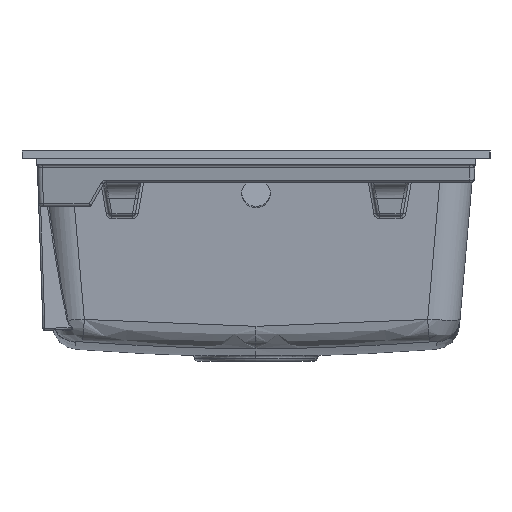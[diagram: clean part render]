
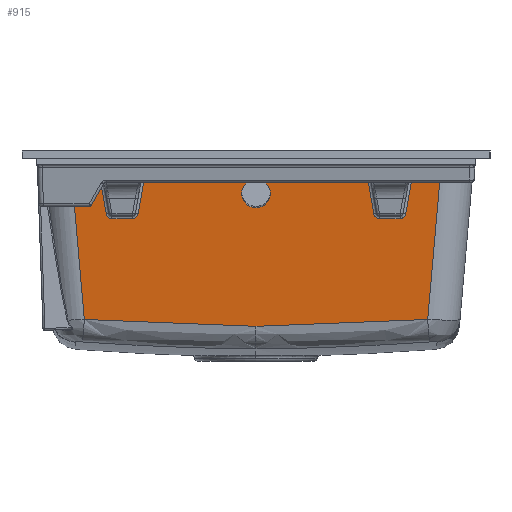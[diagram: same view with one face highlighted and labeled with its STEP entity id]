
A CAD part, left-side view. The second image highlights one B-rep face of the part: STEP entity #915.
In plain terms, the highlighted planar face has unit normal (-0.996, 0, -0.087).
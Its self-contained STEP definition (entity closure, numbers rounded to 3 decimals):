
#391=FACE_BOUND('',#2331,.T.);
#392=FACE_BOUND('',#2332,.T.);
#457=PLANE('',#10060);
#613=ELLIPSE('',#10056,6.023,6.);
#614=ELLIPSE('',#10057,6.023,6.);
#615=ELLIPSE('',#10058,6.023,6.);
#616=ELLIPSE('',#10059,6.023,6.);
#915=ADVANCED_FACE('',(#391,#392),#457,.T.);
#2331=EDGE_LOOP('',(#5176));
#2332=EDGE_LOOP('',(#5177,#5178,#5179,#5180,#5181,#5182,#5183,#5184,#5185,
#5186,#5187,#5188,#5189,#5190,#5191,#5192,#5193,#5194,#5195));
#2928=LINE('',#17543,#3341);
#2930=LINE('',#18382,#3343);
#2931=LINE('',#18384,#3344);
#2932=LINE('',#18388,#3345);
#2933=LINE('',#18392,#3346);
#2934=LINE('',#18399,#3347);
#2935=LINE('',#18409,#3348);
#2936=LINE('',#18411,#3349);
#2937=LINE('',#18418,#3350);
#2938=LINE('',#18422,#3351);
#3341=VECTOR('',#11651,1.);
#3343=VECTOR('',#11665,1.);
#3344=VECTOR('',#11666,1.);
#3345=VECTOR('',#11669,1.);
#3346=VECTOR('',#11672,1.);
#3347=VECTOR('',#11673,1.);
#3348=VECTOR('',#11674,1.);
#3349=VECTOR('',#11675,1.);
#3350=VECTOR('',#11676,1.);
#3351=VECTOR('',#11679,1.);
#3740=B_SPLINE_CURVE_WITH_KNOTS('',3,(#16942,#16943,#16944,#16945),
 .UNSPECIFIED.,.F.,.F.,(4,4),(0.,1.),.UNSPECIFIED.);
#3785=B_SPLINE_CURVE_WITH_KNOTS('',3,(#18314,#18315,#18316,#18317,#18318,
#18319,#18320,#18321),.UNSPECIFIED.,.F.,.F.,(4,2,2,4),(0.,0.5,0.75,1.),
 .UNSPECIFIED.);
#3787=B_SPLINE_CURVE_WITH_KNOTS('',3,(#18394,#18395,#18396,#18397),
 .UNSPECIFIED.,.F.,.F.,(4,4),(0.,1.),.UNSPECIFIED.);
#3788=B_SPLINE_CURVE_WITH_KNOTS('',3,(#18400,#18401,#18402,#18403,#18404,
#18405,#18406,#18407),.UNSPECIFIED.,.F.,.F.,(4,2,2,4),(0.,0.25,0.5,1.),
 .UNSPECIFIED.);
#3789=B_SPLINE_CURVE_WITH_KNOTS('',3,(#18413,#18414,#18415,#18416),
 .UNSPECIFIED.,.F.,.F.,(4,4),(0.,1.),.UNSPECIFIED.);
#5176=ORIENTED_EDGE('',*,*,#8410,.F.);
#5177=ORIENTED_EDGE('',*,*,#8411,.T.);
#5178=ORIENTED_EDGE('',*,*,#8324,.T.);
#5179=ORIENTED_EDGE('',*,*,#8412,.T.);
#5180=ORIENTED_EDGE('',*,*,#8413,.T.);
#5181=ORIENTED_EDGE('',*,*,#8414,.T.);
#5182=ORIENTED_EDGE('',*,*,#8415,.T.);
#5183=ORIENTED_EDGE('',*,*,#8416,.T.);
#5184=ORIENTED_EDGE('',*,*,#8417,.T.);
#5185=ORIENTED_EDGE('',*,*,#8418,.T.);
#5186=ORIENTED_EDGE('',*,*,#8395,.T.);
#5187=ORIENTED_EDGE('',*,*,#8407,.T.);
#5188=ORIENTED_EDGE('',*,*,#8419,.T.);
#5189=ORIENTED_EDGE('',*,*,#8420,.T.);
#5190=ORIENTED_EDGE('',*,*,#8421,.T.);
#5191=ORIENTED_EDGE('',*,*,#8422,.T.);
#5192=ORIENTED_EDGE('',*,*,#8423,.T.);
#5193=ORIENTED_EDGE('',*,*,#8424,.T.);
#5194=ORIENTED_EDGE('',*,*,#8425,.T.);
#5195=ORIENTED_EDGE('',*,*,#8426,.T.);
#7276=VERTEX_POINT('',#16941);
#7277=VERTEX_POINT('',#16946);
#7324=VERTEX_POINT('',#17437);
#7329=VERTEX_POINT('',#17482);
#7340=VERTEX_POINT('',#18313);
#7342=VERTEX_POINT('',#18381);
#7343=VERTEX_POINT('',#18383);
#7344=VERTEX_POINT('',#18385);
#7345=VERTEX_POINT('',#18387);
#7346=VERTEX_POINT('',#18389);
#7347=VERTEX_POINT('',#18391);
#7348=VERTEX_POINT('',#18393);
#7349=VERTEX_POINT('',#18398);
#7350=VERTEX_POINT('',#18408);
#7351=VERTEX_POINT('',#18410);
#7352=VERTEX_POINT('',#18412);
#7353=VERTEX_POINT('',#18417);
#7354=VERTEX_POINT('',#18419);
#7355=VERTEX_POINT('',#18421);
#7356=VERTEX_POINT('',#18423);
#8324=EDGE_CURVE('',#7277,#7276,#3740,.T.);
#8395=EDGE_CURVE('',#7324,#7329,#2928,.T.);
#8407=EDGE_CURVE('',#7329,#7340,#3785,.T.);
#8410=EDGE_CURVE('',#7342,#7342,#9348,.T.);
#8411=EDGE_CURVE('',#7343,#7277,#2930,.T.);
#8412=EDGE_CURVE('',#7276,#7344,#2931,.T.);
#8413=EDGE_CURVE('',#7344,#7345,#613,.T.);
#8414=EDGE_CURVE('',#7345,#7346,#2932,.T.);
#8415=EDGE_CURVE('',#7346,#7347,#614,.T.);
#8416=EDGE_CURVE('',#7347,#7348,#2933,.T.);
#8417=EDGE_CURVE('',#7348,#7349,#3787,.T.);
#8418=EDGE_CURVE('',#7349,#7324,#2934,.T.);
#8419=EDGE_CURVE('',#7340,#7350,#3788,.T.);
#8420=EDGE_CURVE('',#7350,#7351,#2935,.T.);
#8421=EDGE_CURVE('',#7351,#7352,#2936,.T.);
#8422=EDGE_CURVE('',#7352,#7353,#3789,.T.);
#8423=EDGE_CURVE('',#7353,#7354,#2937,.T.);
#8424=EDGE_CURVE('',#7354,#7355,#615,.T.);
#8425=EDGE_CURVE('',#7355,#7356,#2938,.T.);
#8426=EDGE_CURVE('',#7356,#7343,#616,.T.);
#9348=CIRCLE('',#10055,15.);
#10055=AXIS2_PLACEMENT_3D('',#18380,#11663,#11664);
#10056=AXIS2_PLACEMENT_3D('',#18386,#11667,#11668);
#10057=AXIS2_PLACEMENT_3D('',#18390,#11670,#11671);
#10058=AXIS2_PLACEMENT_3D('',#18420,#11677,#11678);
#10059=AXIS2_PLACEMENT_3D('',#18424,#11680,#11681);
#10060=AXIS2_PLACEMENT_3D('',#18425,#11682,#11683);
#11651=DIRECTION('',(0.087,-0.087,-0.992));
#11663=DIRECTION('',(-0.996,0.,-0.087));
#11664=DIRECTION('',(-0.087,0.,0.996));
#11665=DIRECTION('',(-0.086,0.173,0.981));
#11666=DIRECTION('',(0.086,0.173,-0.981));
#11667=DIRECTION('',(0.996,0.,0.087));
#11668=DIRECTION('',(0.087,0.,-0.996));
#11669=DIRECTION('',(0.,1.,0.));
#11670=DIRECTION('',(0.996,0.,0.087));
#11671=DIRECTION('',(-0.087,0.,0.996));
#11672=DIRECTION('',(-0.086,0.173,0.981));
#11673=DIRECTION('',(0.,1.,0.));
#11674=DIRECTION('',(-0.087,-0.087,0.992));
#11675=DIRECTION('',(0.,1.,0.));
#11676=DIRECTION('',(0.086,0.173,-0.981));
#11677=DIRECTION('',(0.996,0.,0.087));
#11678=DIRECTION('',(0.087,0.,-0.996));
#11679=DIRECTION('',(0.,1.,0.));
#11680=DIRECTION('',(0.996,0.,0.087));
#11681=DIRECTION('',(-0.087,0.,0.996));
#11682=DIRECTION('',(-0.996,0.,-0.087));
#11683=DIRECTION('',(-0.087,0.,0.996));
#16941=CARTESIAN_POINT('',(-1.823,116.285,-25.498));
#16942=CARTESIAN_POINT('',(-1.823,-116.285,-25.498));
#16943=CARTESIAN_POINT('',(-1.821,-38.762,-25.513));
#16944=CARTESIAN_POINT('',(-1.821,38.762,-25.513));
#16945=CARTESIAN_POINT('',(-1.823,116.285,-25.498));
#16946=CARTESIAN_POINT('',(-1.823,-116.285,-25.498));
#17437=CARTESIAN_POINT('',(-2.542,193.671,-17.279));
#17482=CARTESIAN_POINT('',(11.383,179.746,-176.439));
#17543=CARTESIAN_POINT('',(-0.855,191.985,-36.556));
#18313=CARTESIAN_POINT('',(12.009,0.,-183.598));
#18314=CARTESIAN_POINT('',(11.383,179.746,-176.439));
#18315=CARTESIAN_POINT('',(11.565,149.824,-178.521));
#18316=CARTESIAN_POINT('',(11.712,119.886,-180.2));
#18317=CARTESIAN_POINT('',(11.874,74.952,-182.047));
#18318=CARTESIAN_POINT('',(11.918,59.969,-182.555));
#18319=CARTESIAN_POINT('',(11.985,29.994,-183.316));
#18320=CARTESIAN_POINT('',(12.009,15.003,-183.598));
#18321=CARTESIAN_POINT('',(12.009,0.,-183.598));
#18380=CARTESIAN_POINT('',(-0.167,0.,-44.425));
#18381=CARTESIAN_POINT('',(-1.474,0.,-29.482));
#18382=CARTESIAN_POINT('',(-1.778,-116.374,-26.007));
#18383=CARTESIAN_POINT('',(1.702,-123.388,-65.78));
#18384=CARTESIAN_POINT('',(1.723,123.432,-66.03));
#18385=CARTESIAN_POINT('',(1.702,123.388,-65.78));
#18386=CARTESIAN_POINT('',(1.61,129.296,-64.739));
#18387=CARTESIAN_POINT('',(2.135,129.296,-70.739));
#18388=CARTESIAN_POINT('',(2.135,150.919,-70.739));
#18389=CARTESIAN_POINT('',(2.135,150.919,-70.739));
#18390=CARTESIAN_POINT('',(1.61,150.919,-64.739));
#18391=CARTESIAN_POINT('',(1.702,156.828,-65.78));
#18392=CARTESIAN_POINT('',(-2.416,165.127,-18.711));
#18393=CARTESIAN_POINT('',(-2.534,165.364,-17.369));
#18394=CARTESIAN_POINT('',(-2.534,165.364,-17.369));
#18395=CARTESIAN_POINT('',(-2.539,165.848,-17.309));
#18396=CARTESIAN_POINT('',(-2.542,166.34,-17.279));
#18397=CARTESIAN_POINT('',(-2.542,166.833,-17.279));
#18398=CARTESIAN_POINT('',(-2.542,166.833,-17.279));
#18399=CARTESIAN_POINT('',(-2.542,-215.,-17.279));
#18400=CARTESIAN_POINT('',(12.009,0.,-183.598));
#18401=CARTESIAN_POINT('',(12.009,-15.003,-183.598));
#18402=CARTESIAN_POINT('',(11.985,-29.994,-183.316));
#18403=CARTESIAN_POINT('',(11.918,-59.969,-182.555));
#18404=CARTESIAN_POINT('',(11.874,-74.952,-182.047));
#18405=CARTESIAN_POINT('',(11.712,-119.886,-180.2));
#18406=CARTESIAN_POINT('',(11.565,-149.824,-178.521));
#18407=CARTESIAN_POINT('',(11.383,-179.746,-176.439));
#18408=CARTESIAN_POINT('',(11.383,-179.746,-176.439));
#18409=CARTESIAN_POINT('',(-4.097,-195.226,0.497));
#18410=CARTESIAN_POINT('',(-2.542,-193.671,-17.279));
#18411=CARTESIAN_POINT('',(-2.542,215.,-17.279));
#18412=CARTESIAN_POINT('',(-2.542,-166.833,-17.279));
#18413=CARTESIAN_POINT('',(-2.542,-166.833,-17.279));
#18414=CARTESIAN_POINT('',(-2.542,-166.338,-17.279));
#18415=CARTESIAN_POINT('',(-2.539,-165.849,-17.309));
#18416=CARTESIAN_POINT('',(-2.534,-165.364,-17.369));
#18417=CARTESIAN_POINT('',(-2.534,-165.364,-17.369));
#18418=CARTESIAN_POINT('',(1.723,-156.784,-66.03));
#18419=CARTESIAN_POINT('',(1.702,-156.828,-65.78));
#18420=CARTESIAN_POINT('',(1.61,-150.919,-64.739));
#18421=CARTESIAN_POINT('',(2.135,-150.919,-70.739));
#18422=CARTESIAN_POINT('',(2.135,-129.296,-70.739));
#18423=CARTESIAN_POINT('',(2.135,-129.296,-70.739));
#18424=CARTESIAN_POINT('',(1.61,-129.296,-64.739));
#18425=CARTESIAN_POINT('',(-3.947,-215.,-1.22));
